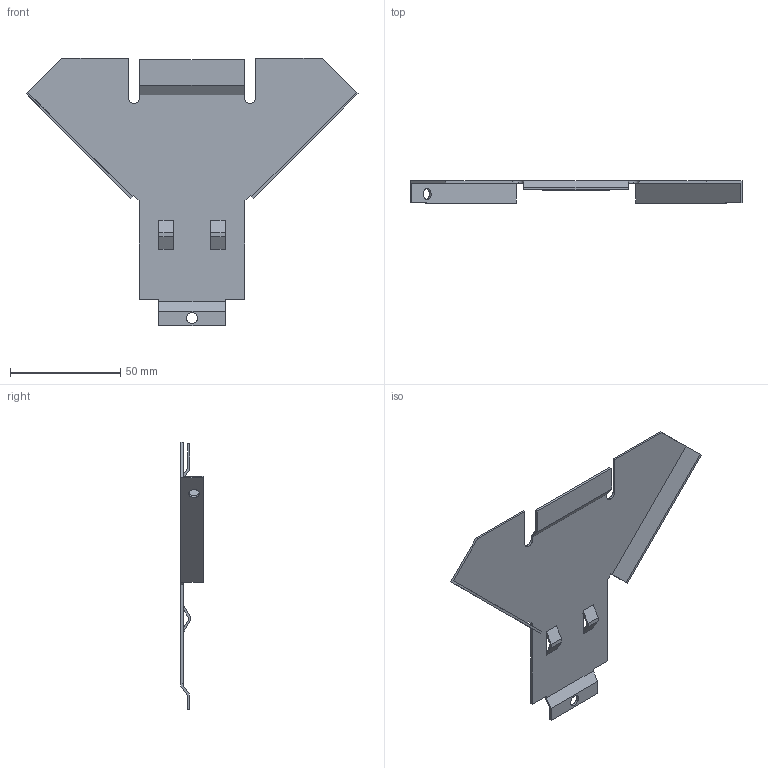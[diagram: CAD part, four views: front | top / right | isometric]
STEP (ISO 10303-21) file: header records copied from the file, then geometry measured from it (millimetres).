
FILE_DESCRIPTION (( 'STEP AP214' ), '1' );
FILE_NAME ('7132110.stp', '2020-01-08T14:54:31', ( '' ), ( '' ), 'SwSTEP 2.0', 'SolidWorks 2018', '' );
FILE_SCHEMA (( 'AUTOMOTIVE_DESIGN' ));
Length unit declared in the file: millimetre
Products named in the file (1): 7132110
Bounding box: 150.43 x 10 x 121.3 mm (x, y, z)
Volume: 10638.3 mm3; surface area: 21987 mm2
Topology: 1 solids, 1 shells, 64 faces, 190 edges, 124 vertices
Faces by surface type: plane 56, cylinder 8
Entity records: 2164 total; most frequent: ORIENTED_EDGE 380, CARTESIAN_POINT 379, DIRECTION 336, EDGE_CURVE 190, VECTOR 174, LINE 174, VERTEX_POINT 124, AXIS2_PLACEMENT_3D 81
